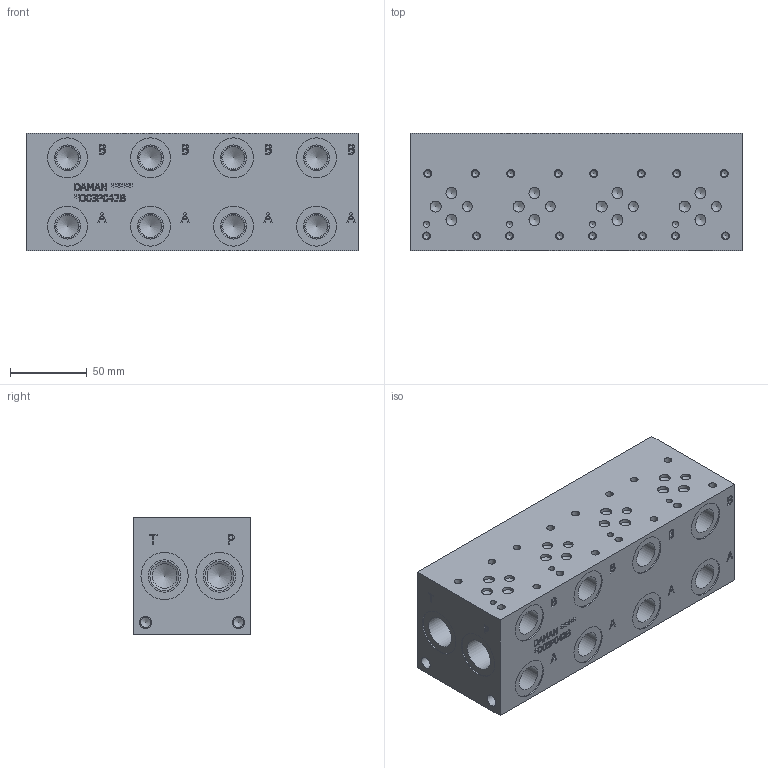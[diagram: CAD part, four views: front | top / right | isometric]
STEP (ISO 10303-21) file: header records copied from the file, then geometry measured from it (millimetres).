
FILE_DESCRIPTION(/* description */ (''),/* implementation_level */ '2;1');
FILE_NAME(/* name */ '_D03P042B.stp',/* time_stamp */ '2020-03-12T16:21:03-04:00',/* author */ ('devonn'),/* organization */ (''),/* preprocessor_version */ 'ST-DEVELOPER v17',/* originating_system */ 'Autodesk Inventor 2019',/* authorisation */ '');
FILE_SCHEMA (('AUTOMOTIVE_DESIGN { 1 0 10303 214 3 1 1 }'));
Length unit declared in the file: millimetre
Products named in the file (1): Part_DD03P042B_3D
Bounding box: 215.9 x 76.2 x 76.2 mm (x, y, z)
Volume: 1173025.8 mm3; surface area: 100521.1 mm2
Topology: 1 solids, 1 shells, 749 faces, 2059 edges, 1410 vertices
Faces by surface type: plane 413, bspline 164, cylinder 108, cone 64
Full cylindrical faces by diameter (mm): 3.962 x4, 4.216 x16, 5.004 x16, 6.35 x4, 6.756 x4, 7.137 x12, 8.001 x4, 14.3 x8, 15.062 x8, 15.875 x4, 16.764 x8, 18.923 x4, 21.057 x4, 25.933 x8, 30.683 x4
Entity records: 25100 total; most frequent: CARTESIAN_POINT 6299, ORIENTED_EDGE 4014, DIRECTION 3255, EDGE_CURVE 2007, VERTEX_POINT 1410, LINE 1275, VECTOR 1275, AXIS2_PLACEMENT_3D 990
